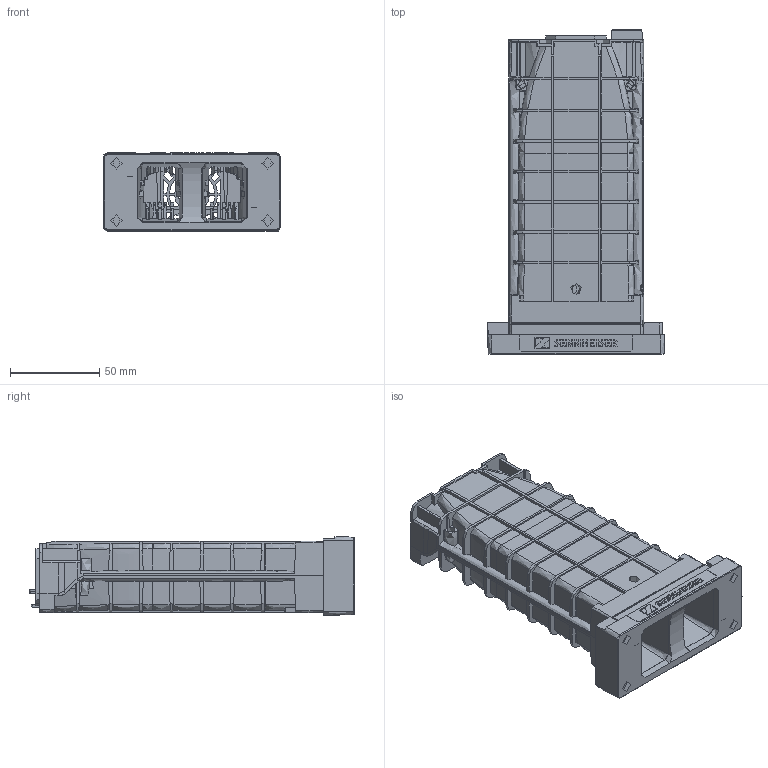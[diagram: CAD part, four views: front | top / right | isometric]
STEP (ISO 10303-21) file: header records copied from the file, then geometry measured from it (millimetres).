
FILE_DESCRIPTION(('none'),'2,1');
FILE_NAME('','Thu Sep 05 11:04:54 2019',('Unknown author'),(''),'HOOPS Exchange','Windows','Unknown authorisation');
FILE_SCHEMA( ('AUTOMOTIVE_DESIGN { 1 0 10303 214 1 1 1 1 }') );
Length unit declared in the file: millimetre
Products named in the file (7): 568915-04; 568929-08; 570405-07; 100632587ugm000_a; NONE; 568935-07; 568937-09
Assembly tree (6 placements, depth 4):
  568915-04
    568929-08
    570405-07
      100632587ugm000_a
        NONE
    568935-07
    568937-09
Bounding box: 98.88 x 181.5 x 43.93 mm (x, y, z)
Volume: 112244 mm3; surface area: 148501.8 mm2
Topology: 3 solids, 3 shells, 2254 faces, 6654 edges, 4388 vertices
Faces by surface type: bspline 2254
Entity records: 89192 total; most frequent: CARTESIAN_POINT 48590, ORIENTED_EDGE 13228, EDGE_CURVE 6614, B_SPLINE_CURVE_WITH_KNOTS 6102, VERTEX_POINT 4386, EDGE_LOOP 2362, FACE_BOUND 2362, ADVANCED_FACE 2254
